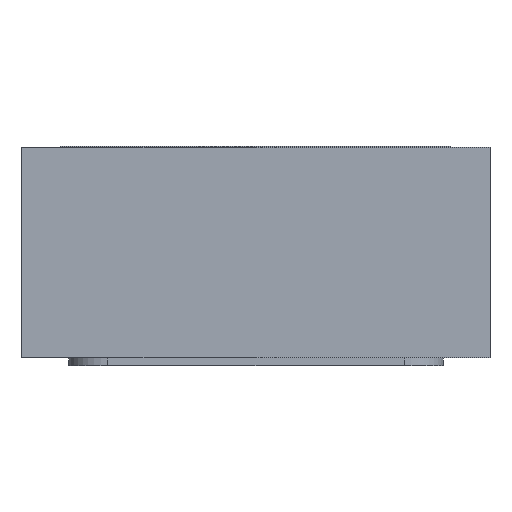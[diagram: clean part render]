
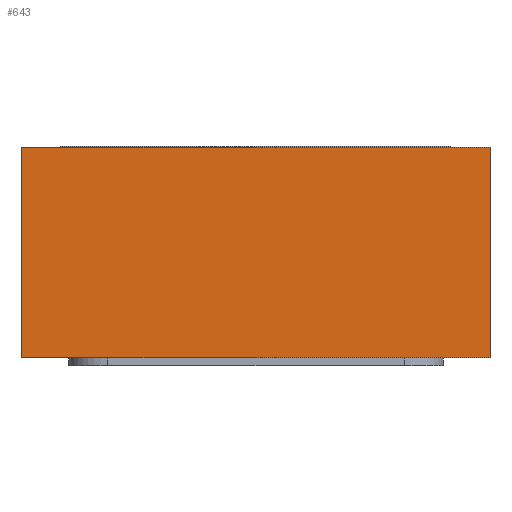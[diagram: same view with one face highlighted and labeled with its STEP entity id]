
A CAD part, front view. The second image highlights one B-rep face of the part: STEP entity #643.
In plain terms, the highlighted planar face has unit normal (0, -1, 0).
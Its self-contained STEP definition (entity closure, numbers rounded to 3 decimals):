
#74=FACE_OUTER_BOUND('',#106,.T.);
#106=EDGE_LOOP('',(#521,#522,#523,#524));
#172=LINE('',#1026,#240);
#177=LINE('',#1037,#245);
#179=LINE('',#1040,#247);
#180=LINE('',#1041,#248);
#240=VECTOR('',#850,0.27);
#245=VECTOR('',#859,0.27);
#247=VECTOR('',#863,0.6);
#248=VECTOR('',#864,0.6);
#297=VERTEX_POINT('',#1019);
#300=VERTEX_POINT('',#1024);
#303=VERTEX_POINT('',#1034);
#304=VERTEX_POINT('',#1036);
#380=EDGE_CURVE('',#300,#297,#172,.T.);
#385=EDGE_CURVE('',#304,#303,#177,.T.);
#387=EDGE_CURVE('',#303,#297,#179,.T.);
#388=EDGE_CURVE('',#300,#304,#180,.T.);
#521=ORIENTED_EDGE('',*,*,#387,.T.);
#522=ORIENTED_EDGE('',*,*,#380,.F.);
#523=ORIENTED_EDGE('',*,*,#388,.T.);
#524=ORIENTED_EDGE('',*,*,#385,.T.);
#580=PLANE('',#696);
#643=ADVANCED_FACE('',(#74),#580,.T.);
#696=AXIS2_PLACEMENT_3D('',#1039,#861,#862);
#850=DIRECTION('',(0.,0.,1.));
#859=DIRECTION('',(0.,0.,1.));
#861=DIRECTION('center_axis',(0.,-1.,0.));
#862=DIRECTION('ref_axis',(0.,0.,-1.));
#863=DIRECTION('',(-1.,0.,0.));
#864=DIRECTION('',(1.,0.,0.));
#1019=CARTESIAN_POINT('',(-0.3,-0.7,0.27));
#1024=CARTESIAN_POINT('',(-0.3,-0.7,0.));
#1026=CARTESIAN_POINT('',(-0.3,-0.7,0.));
#1034=CARTESIAN_POINT('',(0.3,-0.7,0.27));
#1036=CARTESIAN_POINT('',(0.3,-0.7,0.));
#1037=CARTESIAN_POINT('',(0.3,-0.7,0.));
#1039=CARTESIAN_POINT('Origin',(0.3,-0.7,0.));
#1040=CARTESIAN_POINT('',(-0.3,-0.7,0.27));
#1041=CARTESIAN_POINT('',(-0.3,-0.7,0.));
